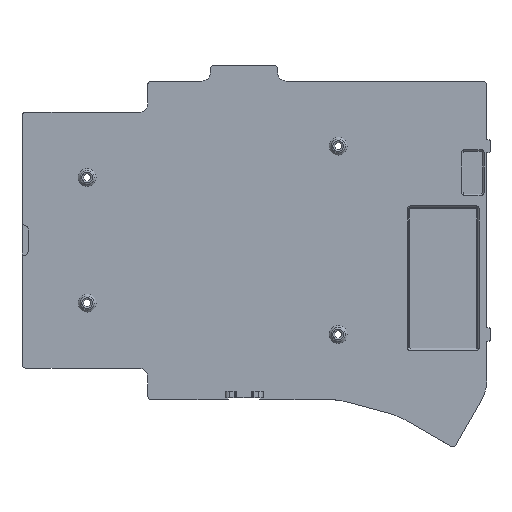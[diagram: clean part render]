
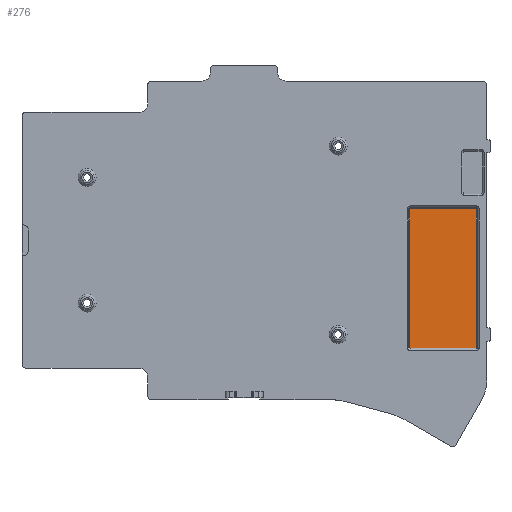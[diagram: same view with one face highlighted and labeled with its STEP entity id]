
A CAD part, top view. The second image highlights one B-rep face of the part: STEP entity #276.
In plain terms, the highlighted planar face has unit normal (0, 0, 1).
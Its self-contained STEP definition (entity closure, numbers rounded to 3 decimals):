
#95 = VERTEX_POINT('',#96);
#96 = CARTESIAN_POINT('',(78.75,57.1,0.9));
#105 = VERTEX_POINT('',#106);
#106 = CARTESIAN_POINT('',(78.65,57.,0.9));
#113 = EDGE_CURVE('',#95,#105,#114,.T.);
#114 = CIRCLE('',#115,0.1);
#115 = AXIS2_PLACEMENT_3D('',#116,#117,#118);
#116 = CARTESIAN_POINT('',(78.75,57.,0.9));
#117 = DIRECTION('',(0.,0.,1.));
#118 = DIRECTION('',(0.,1.,-0.));
#232 = VERTEX_POINT('',#233);
#233 = CARTESIAN_POINT('',(98.75,57.1,0.9));
#240 = EDGE_CURVE('',#232,#95,#241,.T.);
#241 = LINE('',#242,#243);
#242 = CARTESIAN_POINT('',(98.75,57.1,0.9));
#243 = VECTOR('',#244,1.);
#244 = DIRECTION('',(-1.,0.,0.));
#276 = ADVANCED_FACE('',(#277),#330,.T.);
#277 = FACE_BOUND('',#278,.T.);
#278 = EDGE_LOOP('',(#279,#280,#288,#297,#305,#314,#322,#329));
#279 = ORIENTED_EDGE('',*,*,#113,.T.);
#280 = ORIENTED_EDGE('',*,*,#281,.T.);
#281 = EDGE_CURVE('',#105,#282,#284,.T.);
#282 = VERTEX_POINT('',#283);
#283 = CARTESIAN_POINT('',(78.65,15.,0.9));
#284 = LINE('',#285,#286);
#285 = CARTESIAN_POINT('',(78.65,57.,0.9));
#286 = VECTOR('',#287,1.);
#287 = DIRECTION('',(0.,-1.,0.));
#288 = ORIENTED_EDGE('',*,*,#289,.T.);
#289 = EDGE_CURVE('',#282,#290,#292,.T.);
#290 = VERTEX_POINT('',#291);
#291 = CARTESIAN_POINT('',(78.75,14.9,0.9));
#292 = CIRCLE('',#293,0.1);
#293 = AXIS2_PLACEMENT_3D('',#294,#295,#296);
#294 = CARTESIAN_POINT('',(78.75,15.,0.9));
#295 = DIRECTION('',(0.,0.,1.));
#296 = DIRECTION('',(-1.,0.,0.));
#297 = ORIENTED_EDGE('',*,*,#298,.T.);
#298 = EDGE_CURVE('',#290,#299,#301,.T.);
#299 = VERTEX_POINT('',#300);
#300 = CARTESIAN_POINT('',(98.75,14.9,0.9));
#301 = LINE('',#302,#303);
#302 = CARTESIAN_POINT('',(78.75,14.9,0.9));
#303 = VECTOR('',#304,1.);
#304 = DIRECTION('',(1.,0.,0.));
#305 = ORIENTED_EDGE('',*,*,#306,.T.);
#306 = EDGE_CURVE('',#299,#307,#309,.T.);
#307 = VERTEX_POINT('',#308);
#308 = CARTESIAN_POINT('',(98.85,15.,0.9));
#309 = CIRCLE('',#310,0.1);
#310 = AXIS2_PLACEMENT_3D('',#311,#312,#313);
#311 = CARTESIAN_POINT('',(98.75,15.,0.9));
#312 = DIRECTION('',(0.,0.,1.));
#313 = DIRECTION('',(0.,-1.,0.));
#314 = ORIENTED_EDGE('',*,*,#315,.T.);
#315 = EDGE_CURVE('',#307,#316,#318,.T.);
#316 = VERTEX_POINT('',#317);
#317 = CARTESIAN_POINT('',(98.85,57.,0.9));
#318 = LINE('',#319,#320);
#319 = CARTESIAN_POINT('',(98.85,15.,0.9));
#320 = VECTOR('',#321,1.);
#321 = DIRECTION('',(0.,1.,0.));
#322 = ORIENTED_EDGE('',*,*,#323,.T.);
#323 = EDGE_CURVE('',#316,#232,#324,.T.);
#324 = CIRCLE('',#325,0.1);
#325 = AXIS2_PLACEMENT_3D('',#326,#327,#328);
#326 = CARTESIAN_POINT('',(98.75,57.,0.9));
#327 = DIRECTION('',(0.,0.,1.));
#328 = DIRECTION('',(1.,0.,-0.));
#329 = ORIENTED_EDGE('',*,*,#240,.T.);
#330 = PLANE('',#331);
#331 = AXIS2_PLACEMENT_3D('',#332,#333,#334);
#332 = CARTESIAN_POINT('',(90.784,43.231,0.9));
#333 = DIRECTION('',(0.,0.,1.));
#334 = DIRECTION('',(1.,0.,0.));
